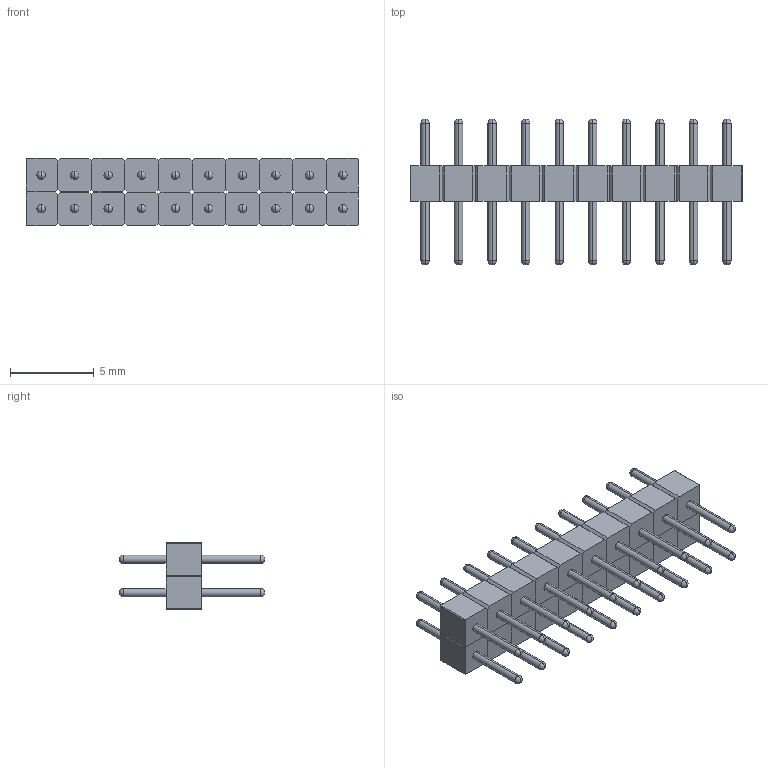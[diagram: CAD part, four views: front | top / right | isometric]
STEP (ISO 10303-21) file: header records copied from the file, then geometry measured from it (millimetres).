
FILE_DESCRIPTION (( 'STEP AP214' ), '1' );
FILE_NAME ('PLD 2-20.STEP', '2020-06-16T07:05:47', ( '' ), ( '' ), 'SwSTEP 2.0', 'SolidWorks 2018', '' );
FILE_SCHEMA (( 'AUTOMOTIVE_DESIGN' ));
Length unit declared in the file: millimetre
Products named in the file (1): PLD 2-20
Bounding box: 19.8 x 8.7 x 4 mm (x, y, z)
Volume: 189.9 mm3; surface area: 692.5 mm2
Topology: 60 solids, 60 shells, 400 faces, 960 edges, 600 vertices
Faces by surface type: plane 240, sphere 80, cylinder 80
Entity records: 12979 total; most frequent: DIRECTION 1842, CARTESIAN_POINT 1721, ORIENTED_EDGE 1600, EDGE_CURVE 800, AXIS2_PLACEMENT_3D 641, VECTOR 560, LINE 560, VERTEX_POINT 520
